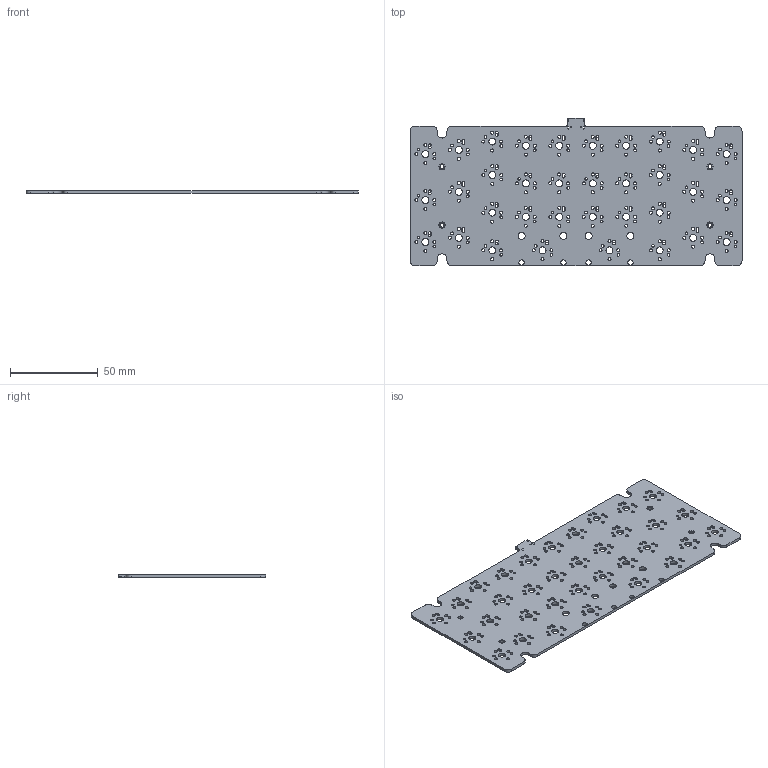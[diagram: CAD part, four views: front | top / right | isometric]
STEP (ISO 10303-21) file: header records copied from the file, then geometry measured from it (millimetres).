
FILE_DESCRIPTION(('KiCad electronic assembly'),'2;1');
FILE_NAME('bruce_the_keyboard.step','2024-03-24T12:38:58',('Pcbnew'),( 'Kicad'),'Open CASCADE STEP processor 7.7','KiCad to STEP converter' ,'Unknown');
FILE_SCHEMA(('AUTOMOTIVE_DESIGN { 1 0 10303 214 1 1 1 1 }'));
Length unit declared in the file: millimetre
Products named in the file (2): bruce_the_keyboard 1; bruce_the_keyboard v3_PCB
Assembly tree (1 placements, depth 2):
  bruce_the_keyboard 1
    bruce_the_keyboard v3_PCB
Bounding box: 188.91 x 83.88 x 1.6 mm (x, y, z)
Volume: 22058 mm3; surface area: 31592.9 mm2
Topology: 1 solids, 1 shells, 444 faces, 1326 edges, 884 vertices
Faces by surface type: cylinder 414, plane 30
Full cylindrical faces by diameter (mm): 0.4 x32, 0.65 x2, 1.524 x68, 1.75 x136, 2.2 x4, 3.048 x4, 3.988 x38
Entity records: 16763 total; most frequent: DIRECTION 3046, CARTESIAN_POINT 2656, ORIENTED_EDGE 2652, EDGE_CURVE 1326, AXIS2_PLACEMENT_3D 1274, FACE_BOUND 1088, EDGE_LOOP 1088, VERTEX_POINT 884
